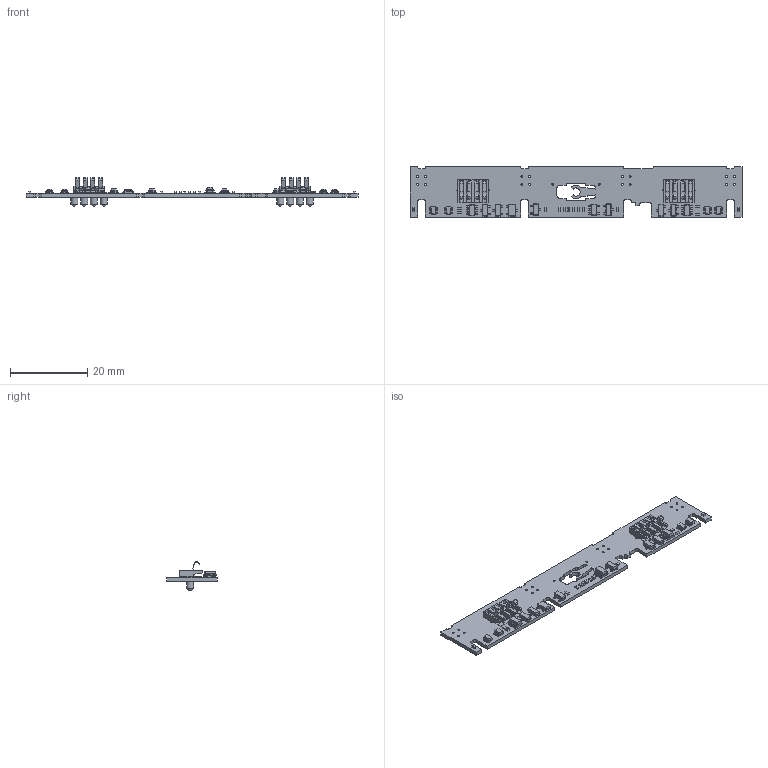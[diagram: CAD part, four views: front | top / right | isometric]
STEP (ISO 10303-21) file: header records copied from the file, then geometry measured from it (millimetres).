
FILE_DESCRIPTION(('KiCad electronic assembly'),'2;1');
FILE_NAME('PCBA-INTERFACE-3D.step','2025-01-22T18:55:18',('Pcbnew'),( 'Kicad'),'Open CASCADE STEP processor 7.6','KiCad to STEP converter' ,'Unknown');
FILE_SCHEMA(('AUTOMOTIVE_DESIGN { 1 0 10303 214 1 1 1 1 }'));
Length unit declared in the file: millimetre
Products named in the file (20): PCBA-INTERFACE-3D 1; C_0402_1005Metric; R_0402_1005Metric; SOT-23-6; SOT_23_6; SOT-363_SC-70-6; SOT_363_SC_70_6; SOT-23; SOT_23; battery_conn; battery_spring; SOT-23W; SOT_23W; SOT-23-5; SOT_23_5; IS_POGO_Rev2_THT; Revolution; kibot_vh94pbbn_PCB
Assembly tree (50 placements, depth 3):
  PCBA-INTERFACE-3D 1
    C_0402_1005Metric  x5
      C_0402_1005Metric
    R_0402_1005Metric  x9
      R_0402_1005Metric
    SOT-23-6  x2
      SOT_23_6
    SOT-363_SC-70-6  x6
      SOT_363_SC_70_6
    SOT-23  x6
      SOT_23
    battery_conn  x2
      battery_spring
    SOT-23W
      SOT_23W
    SOT-23-5
      SOT_23_5
    IS_POGO_Rev2_THT  x8
      Revolution
    kibot_vh94pbbn_PCB
Bounding box: 86 x 13 x 7.45 mm (x, y, z)
Volume: 1206.7 mm3; surface area: 3414.6 mm2
Topology: 49 solids, 49 shells, 2647 faces, 6673 edges, 4142 vertices
Faces by surface type: plane 1511, cylinder 646, bspline 474, revolution 16
Full cylindrical faces by diameter (mm): 0.5 x18, 0.7 x16, 1.2 x8, 1.8 x8
Entity records: 32884 total; most frequent: CARTESIAN_POINT 5700, ORIENTED_EDGE 4902, DIRECTION 4427, EDGE_CURVE 2451, LINE 1783, VECTOR 1783, VERTEX_POINT 1542, AXIS2_PLACEMENT_3D 1321
